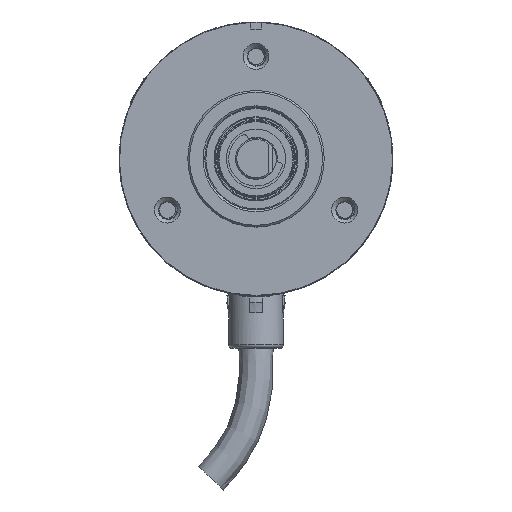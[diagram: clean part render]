
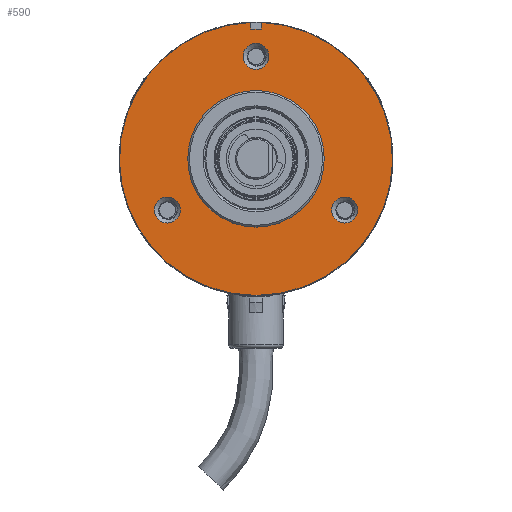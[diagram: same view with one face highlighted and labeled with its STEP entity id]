
A CAD part, top view. The second image highlights one B-rep face of the part: STEP entity #590.
In plain terms, the highlighted planar face has unit normal (0, 0, 1).
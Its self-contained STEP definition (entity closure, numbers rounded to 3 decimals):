
#590 = ADVANCED_FACE( '', ( #1199, #1200, #1201, #1202, #1203 ), #1204, .T. );
#1199 = FACE_BOUND( '', #4210, .T. );
#1200 = FACE_BOUND( '', #4211, .T. );
#1201 = FACE_BOUND( '', #4212, .T. );
#1202 = FACE_BOUND( '', #4213, .T. );
#1203 = FACE_OUTER_BOUND( '', #4214, .T. );
#1204 = PLANE( '', #4215 );
#4210 = EDGE_LOOP( '', ( #5459 ) );
#4211 = EDGE_LOOP( '', ( #5460 ) );
#4212 = EDGE_LOOP( '', ( #5461 ) );
#4213 = EDGE_LOOP( '', ( #5462 ) );
#4214 = EDGE_LOOP( '', ( #5463, #5464, #5465, #5466 ) );
#4215 = AXIS2_PLACEMENT_3D( '', #5467, #5468, #5469 );
#5459 = ORIENTED_EDGE( '', *, *, #6276, .T. );
#5460 = ORIENTED_EDGE( '', *, *, #6122, .T. );
#5461 = ORIENTED_EDGE( '', *, *, #6089, .T. );
#5462 = ORIENTED_EDGE( '', *, *, #5982, .T. );
#5463 = ORIENTED_EDGE( '', *, *, #6318, .T. );
#5464 = ORIENTED_EDGE( '', *, *, #6196, .T. );
#5465 = ORIENTED_EDGE( '', *, *, #6319, .T. );
#5466 = ORIENTED_EDGE( '', *, *, #6266, .T. );
#5467 = CARTESIAN_POINT( '', ( 0., 0., -4.8 ) );
#5468 = DIRECTION( '', ( 0., 0., 1. ) );
#5469 = DIRECTION( '', ( 1., 0., 0. ) );
#5982 = EDGE_CURVE( '', #6563, #6563, #6564, .T. );
#6089 = EDGE_CURVE( '', #6730, #6730, #6731, .F. );
#6122 = EDGE_CURVE( '', #6782, #6782, #6783, .F. );
#6196 = EDGE_CURVE( '', #6894, #6895, #6896, .T. );
#6266 = EDGE_CURVE( '', #6997, #6995, #6998, .T. );
#6276 = EDGE_CURVE( '', #7010, #7010, #7011, .F. );
#6318 = EDGE_CURVE( '', #6995, #6894, #7062, .T. );
#6319 = EDGE_CURVE( '', #6895, #6997, #7063, .T. );
#6563 = VERTEX_POINT( '', #7731 );
#6564 = CIRCLE( '', #7732, 10. );
#6730 = VERTEX_POINT( '', #8467 );
#6731 = CIRCLE( '', #8468, 1.9 );
#6782 = VERTEX_POINT( '', #8927 );
#6783 = CIRCLE( '', #8928, 1.9 );
#6894 = VERTEX_POINT( '', #9181 );
#6895 = VERTEX_POINT( '', #9182 );
#6896 = LINE( '', #9183, #9184 );
#6995 = VERTEX_POINT( '', #9602 );
#6997 = VERTEX_POINT( '', #9605 );
#6998 = LINE( '', #9606, #9607 );
#7010 = VERTEX_POINT( '', #9639 );
#7011 = CIRCLE( '', #9640, 1.9 );
#7062 = LINE( '', #10203, #10204 );
#7063 = CIRCLE( '', #10205, 20. );
#7731 = CARTESIAN_POINT( '', ( 10., 0., -4.8 ) );
#7732 = AXIS2_PLACEMENT_3D( '', #10605, #10606, #10607 );
#8467 = CARTESIAN_POINT( '', ( 1.9, 15., -4.8 ) );
#8468 = AXIS2_PLACEMENT_3D( '', #10728, #10729, #10730 );
#8927 = CARTESIAN_POINT( '', ( -11.09, -7.5, -4.8 ) );
#8928 = AXIS2_PLACEMENT_3D( '', #10770, #10771, #10772 );
#9181 = CARTESIAN_POINT( '', ( -0.75, 19., -4.8 ) );
#9182 = CARTESIAN_POINT( '', ( -0.75, 19.986, -4.8 ) );
#9183 = CARTESIAN_POINT( '', ( -0.75, 19.986, -4.8 ) );
#9184 = VECTOR( '', #10862, 1000. );
#9602 = CARTESIAN_POINT( '', ( 0.75, 19., -4.8 ) );
#9605 = CARTESIAN_POINT( '', ( 0.75, 19.986, -4.8 ) );
#9606 = CARTESIAN_POINT( '', ( 0.75, 19.986, -4.8 ) );
#9607 = VECTOR( '', #10931, 1000. );
#9639 = CARTESIAN_POINT( '', ( 14.89, -7.5, -4.8 ) );
#9640 = AXIS2_PLACEMENT_3D( '', #10939, #10940, #10941 );
#10203 = CARTESIAN_POINT( '', ( 0.75, 19., -4.8 ) );
#10204 = VECTOR( '', #10982, 1000. );
#10205 = AXIS2_PLACEMENT_3D( '', #10983, #10984, #10985 );
#10605 = CARTESIAN_POINT( '', ( 0., 0., -4.8 ) );
#10606 = DIRECTION( '', ( 0., 0., -1. ) );
#10607 = DIRECTION( '', ( 1., 0., 0. ) );
#10728 = CARTESIAN_POINT( '', ( 0., 15., -4.8 ) );
#10729 = DIRECTION( '', ( 0., 0., 1. ) );
#10730 = DIRECTION( '', ( 1., 0., 0. ) );
#10770 = CARTESIAN_POINT( '', ( -12.99, -7.5, -4.8 ) );
#10771 = DIRECTION( '', ( 0., 0., 1. ) );
#10772 = DIRECTION( '', ( 1., 0., 0. ) );
#10862 = DIRECTION( '', ( 0., 1., 0. ) );
#10931 = DIRECTION( '', ( 0., -1., 0. ) );
#10939 = CARTESIAN_POINT( '', ( 12.99, -7.5, -4.8 ) );
#10940 = DIRECTION( '', ( 0., 0., 1. ) );
#10941 = DIRECTION( '', ( 1., 0., 0. ) );
#10982 = DIRECTION( '', ( -1., 0., 0. ) );
#10983 = CARTESIAN_POINT( '', ( 0., 0., -4.8 ) );
#10984 = DIRECTION( '', ( 0., 0., 1. ) );
#10985 = DIRECTION( '', ( 1., 0., 0. ) );
